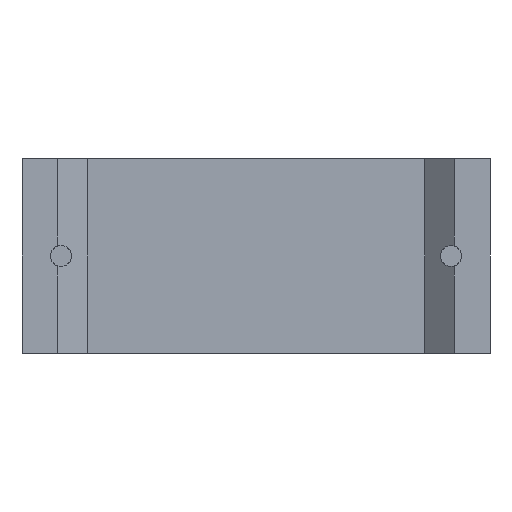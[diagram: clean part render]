
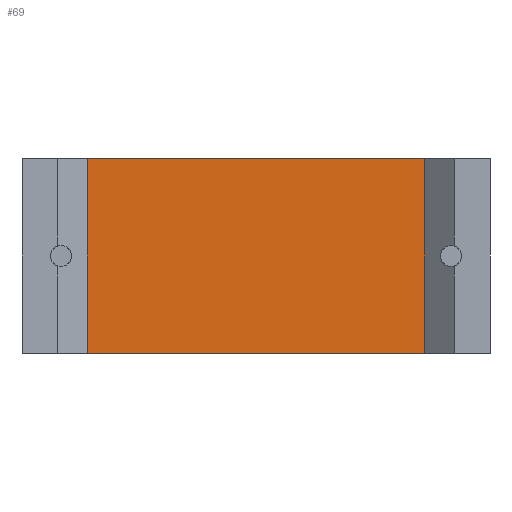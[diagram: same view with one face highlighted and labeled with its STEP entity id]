
A CAD part, front view. The second image highlights one B-rep face of the part: STEP entity #69.
In plain terms, the highlighted planar face has unit normal (0, -1, 0).
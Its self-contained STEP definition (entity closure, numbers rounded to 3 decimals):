
#69 = ADVANCED_FACE ( 'NONE', ( #454 ), #420, .F. ) ;
#130 = VERTEX_POINT ( 'NONE', #714 ) ;
#132 = EDGE_CURVE ( 'NONE', #130, #133, #713, .T. ) ;
#133 = VERTEX_POINT ( 'NONE', #709 ) ;
#212 = ORIENTED_EDGE ( 'NONE', *, *, #213, .T. ) ;
#213 = EDGE_CURVE ( 'NONE', #251, #133, #570, .T. ) ;
#214 = ORIENTED_EDGE ( 'NONE', *, *, #132, .F. ) ;
#215 = ORIENTED_EDGE ( 'NONE', *, *, #216, .F. ) ;
#216 = EDGE_CURVE ( 'NONE', #254, #130, #561, .T. ) ;
#217 = ORIENTED_EDGE ( 'NONE', *, *, #253, .T. ) ;
#247 = EDGE_LOOP ( 'NONE', ( #212, #214, #215, #217 ) ) ;
#251 = VERTEX_POINT ( 'NONE', #553 ) ;
#253 = EDGE_CURVE ( 'NONE', #254, #251, #552, .T. ) ;
#254 = VERTEX_POINT ( 'NONE', #548 ) ;
#416 = DIRECTION ( 'NONE',  ( 0., 0., 1. ) ) ;
#417 = DIRECTION ( 'NONE',  ( 0., 1., 0. ) ) ;
#418 = CARTESIAN_POINT ( 'NONE',  ( -6.5, 1., 3.75 ) ) ;
#419 = AXIS2_PLACEMENT_3D ( 'NONE', #418, #417, #416 ) ;
#420 = PLANE ( 'NONE',  #419 ) ;
#454 = FACE_OUTER_BOUND ( 'NONE', #247, .T. ) ;
#548 = CARTESIAN_POINT ( 'NONE',  ( -6.5, 1., 3.75 ) ) ;
#549 = DIRECTION ( 'NONE',  ( 0., 0., -1. ) ) ;
#550 = VECTOR ( 'NONE', #549, 1000. ) ;
#551 = CARTESIAN_POINT ( 'NONE',  ( -6.5, 1., 3.75 ) ) ;
#552 = LINE ( 'NONE', #551, #550 ) ;
#553 = CARTESIAN_POINT ( 'NONE',  ( -6.5, 1., -3.75 ) ) ;
#558 = DIRECTION ( 'NONE',  ( 1., 0., 0. ) ) ;
#559 = VECTOR ( 'NONE', #558, 1000. ) ;
#560 = CARTESIAN_POINT ( 'NONE',  ( -6.5, 1., 3.75 ) ) ;
#561 = LINE ( 'NONE', #560, #559 ) ;
#562 = DIRECTION ( 'NONE',  ( 1., 0., 0. ) ) ;
#563 = VECTOR ( 'NONE', #562, 1000. ) ;
#564 = CARTESIAN_POINT ( 'NONE',  ( -6.5, 1., -3.75 ) ) ;
#570 = LINE ( 'NONE', #564, #563 ) ;
#709 = CARTESIAN_POINT ( 'NONE',  ( 6.5, 1., -3.75 ) ) ;
#710 = DIRECTION ( 'NONE',  ( 0., 0., -1. ) ) ;
#711 = VECTOR ( 'NONE', #710, 1000. ) ;
#712 = CARTESIAN_POINT ( 'NONE',  ( 6.5, 1., 3.75 ) ) ;
#713 = LINE ( 'NONE', #712, #711 ) ;
#714 = CARTESIAN_POINT ( 'NONE',  ( 6.5, 1., 3.75 ) ) ;
